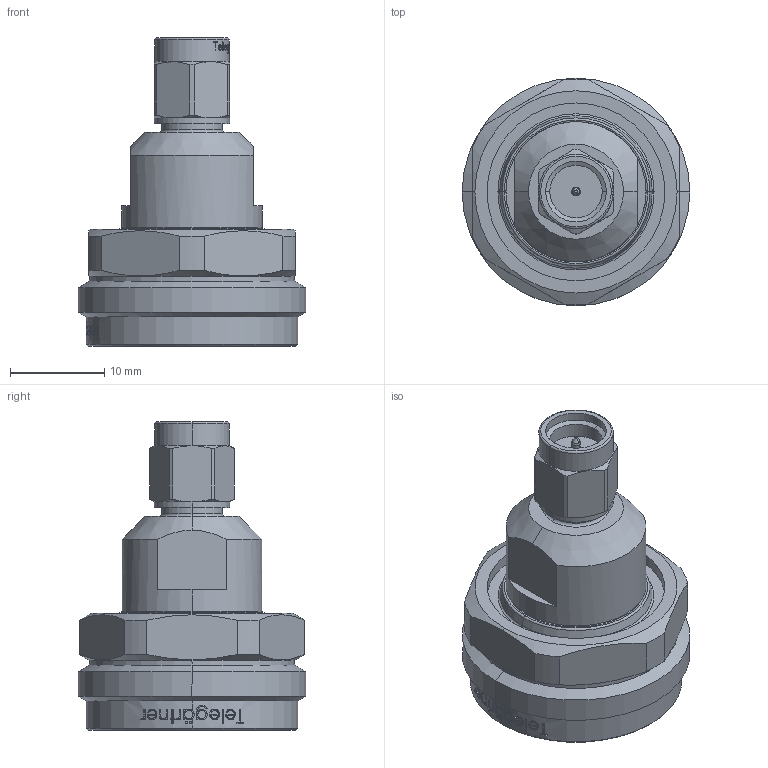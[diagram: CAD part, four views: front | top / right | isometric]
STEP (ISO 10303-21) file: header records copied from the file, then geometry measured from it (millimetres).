
FILE_DESCRIPTION (( 'STEP AP214' ), '1' );
FILE_NAME ('J01443A0013.STEP', '2019-11-28T12:32:29', ( '' ), ( '' ), 'SwSTEP 2.0', 'SolidWorks 2018', '' );
FILE_SCHEMA (( 'AUTOMOTIVE_DESIGN' ));
Length unit declared in the file: millimetre
Products named in the file (1): J01443A0013
Bounding box: 24.2 x 24.2 x 32.75 mm (x, y, z)
Volume: 6253.9 mm3; surface area: 3252.3 mm2
Topology: 1 solids, 1 shells, 642 faces, 1732 edges, 1136 vertices
Faces by surface type: bspline 336, plane 168, cylinder 86, cone 36, torus 16
Entity records: 35123 total; most frequent: CARTESIAN_POINT 14966, ORIENTED_EDGE 3464, EDGE_CURVE 1732, DIRECTION 1488, B_SPLINE_CURVE_WITH_KNOTS 1146, VERTEX_POINT 1136, EDGE_LOOP 686, ADVANCED_FACE 642
